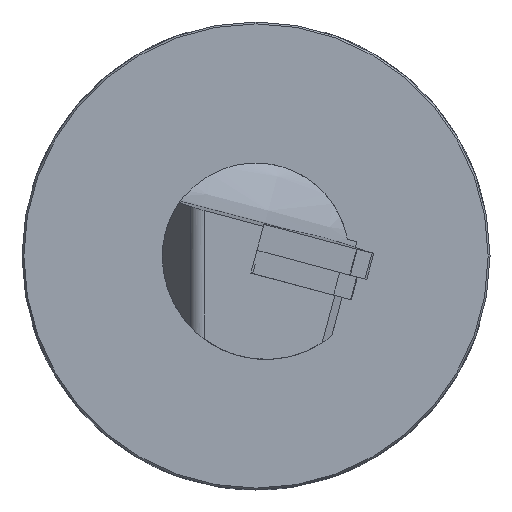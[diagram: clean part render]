
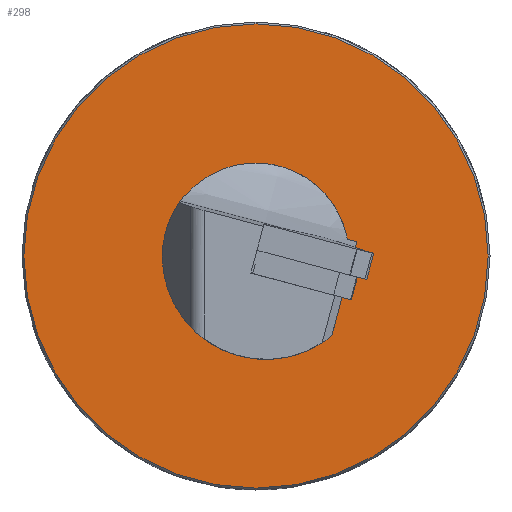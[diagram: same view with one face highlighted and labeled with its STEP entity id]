
A CAD part, left-side view. The second image highlights one B-rep face of the part: STEP entity #298.
In plain terms, the highlighted planar face has unit normal (-1, 0, 0).
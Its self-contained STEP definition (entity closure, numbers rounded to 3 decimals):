
#229=FACE_BOUND('',#484,.T.);
#230=FACE_BOUND('',#485,.T.);
#239=CIRCLE('',#1356,31.25);
#246=CIRCLE('',#1399,12.5);
#298=ADVANCED_FACE('',(#229,#230),#352,.T.);
#352=PLANE('',#1400);
#484=EDGE_LOOP('',(#679));
#485=EDGE_LOOP('',(#680));
#679=ORIENTED_EDGE('',*,*,#1055,.F.);
#680=ORIENTED_EDGE('',*,*,#998,.T.);
#877=VERTEX_POINT('',#1926);
#919=VERTEX_POINT('',#2505);
#998=EDGE_CURVE('',#877,#877,#239,.T.);
#1055=EDGE_CURVE('',#919,#919,#246,.T.);
#1356=AXIS2_PLACEMENT_3D('',#1925,#1502,#1503);
#1399=AXIS2_PLACEMENT_3D('',#2504,#1612,#1613);
#1400=AXIS2_PLACEMENT_3D('',#2506,#1614,#1615);
#1502=DIRECTION('',(-1.,0.,0.));
#1503=DIRECTION('',(0.,0.,1.));
#1612=DIRECTION('',(-1.,0.,0.));
#1613=DIRECTION('',(0.,0.,1.));
#1614=DIRECTION('',(-1.,0.,0.));
#1615=DIRECTION('',(0.,0.,1.));
#1925=CARTESIAN_POINT('',(53.,0.,0.));
#1926=CARTESIAN_POINT('',(53.,0.,31.25));
#2504=CARTESIAN_POINT('',(53.,0.,0.));
#2505=CARTESIAN_POINT('',(53.,0.,12.5));
#2506=CARTESIAN_POINT('',(53.,170.706,0.));
